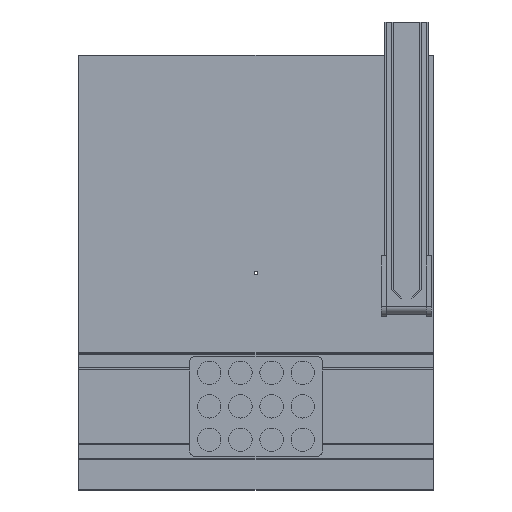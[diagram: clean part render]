
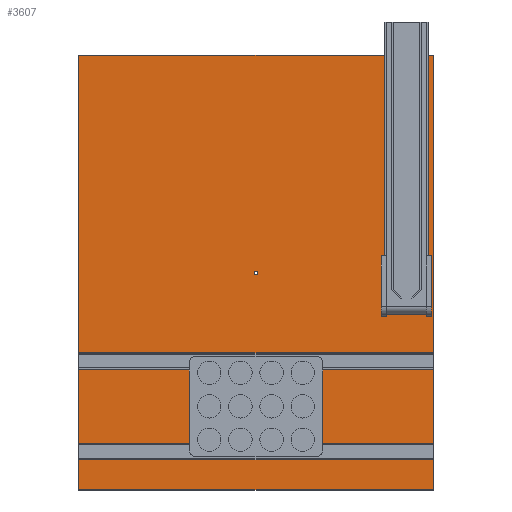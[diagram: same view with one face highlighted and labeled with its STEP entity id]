
A CAD part, top view. The second image highlights one B-rep face of the part: STEP entity #3607.
In plain terms, the highlighted planar face has unit normal (0, 0, 1).
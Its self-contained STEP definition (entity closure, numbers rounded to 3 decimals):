
#68=CIRCLE('',#3821,5.);
#346=ORIENTED_EDGE('',*,*,#958,.F.);
#347=ORIENTED_EDGE('',*,*,#938,.T.);
#348=ORIENTED_EDGE('',*,*,#947,.T.);
#349=ORIENTED_EDGE('',*,*,#949,.T.);
#350=ORIENTED_EDGE('',*,*,#957,.T.);
#938=EDGE_CURVE('',#1272,#1273,#1513,.T.);
#947=EDGE_CURVE('',#1273,#1278,#1522,.T.);
#949=EDGE_CURVE('',#1278,#1279,#1524,.T.);
#957=EDGE_CURVE('',#1279,#1272,#1532,.T.);
#958=EDGE_CURVE('',#1284,#1284,#68,.T.);
#1272=VERTEX_POINT('',#4960);
#1273=VERTEX_POINT('',#4961);
#1278=VERTEX_POINT('',#4976);
#1279=VERTEX_POINT('',#4980);
#1284=VERTEX_POINT('',#4996);
#1513=LINE('',#4959,#1833);
#1522=LINE('',#4975,#1842);
#1524=LINE('',#4979,#1844);
#1532=LINE('',#4993,#1852);
#1833=VECTOR('',#4221,1000.);
#1842=VECTOR('',#4232,1000.);
#1844=VECTOR('',#4236,1000.);
#1852=VECTOR('',#4246,1000.);
#2140=EDGE_LOOP('',(#346));
#2141=EDGE_LOOP('',(#347,#348,#349,#350));
#2326=FACE_BOUND('',#2140,.T.);
#2327=FACE_BOUND('',#2141,.T.);
#2471=PLANE('',#3820);
#3607=ADVANCED_FACE('',(#2326,#2327),#2471,.T.);
#3820=AXIS2_PLACEMENT_3D('',#4994,#4247,#4248);
#3821=AXIS2_PLACEMENT_3D('',#4995,#4249,#4250);
#4221=DIRECTION('',(0.,-1.,0.));
#4232=DIRECTION('',(1.,0.,0.));
#4236=DIRECTION('',(0.,1.,0.));
#4246=DIRECTION('',(-1.,0.,0.));
#4247=DIRECTION('',(0.,0.,1.));
#4248=DIRECTION('',(1.,0.,0.));
#4249=DIRECTION('',(0.,0.,1.));
#4250=DIRECTION('',(1.,0.,0.));
#4959=CARTESIAN_POINT('',(-530.,650.,0.));
#4960=CARTESIAN_POINT('',(-530.,650.,0.));
#4961=CARTESIAN_POINT('',(-530.,-650.,0.));
#4975=CARTESIAN_POINT('',(-530.,-650.,0.));
#4976=CARTESIAN_POINT('',(530.,-650.,0.));
#4979=CARTESIAN_POINT('',(530.,-650.,0.));
#4980=CARTESIAN_POINT('',(530.,650.,0.));
#4993=CARTESIAN_POINT('',(530.,650.,0.));
#4994=CARTESIAN_POINT('',(0.,0.,0.));
#4995=CARTESIAN_POINT('',(0.,0.,0.));
#4996=CARTESIAN_POINT('',(5.,0.,0.));
